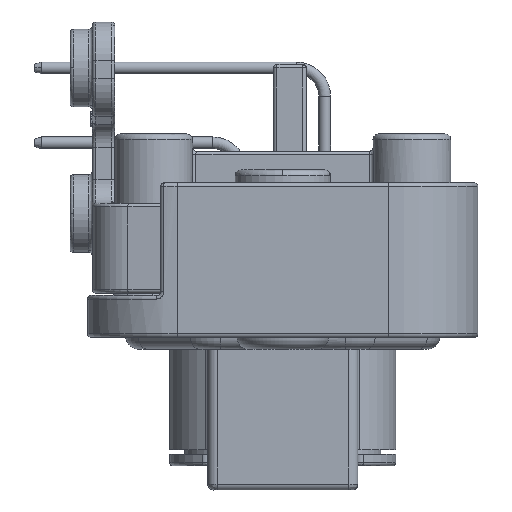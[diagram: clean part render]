
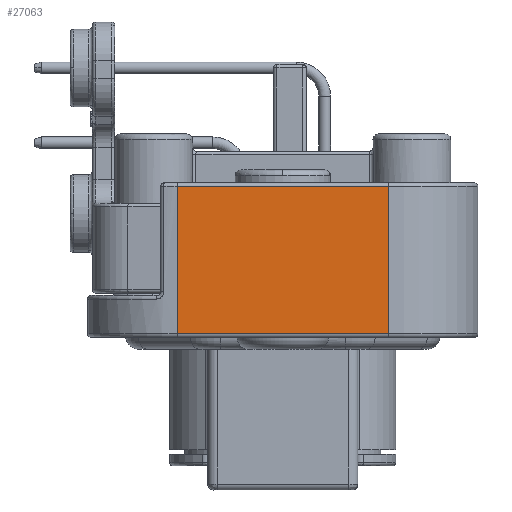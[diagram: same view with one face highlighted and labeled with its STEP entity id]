
A CAD part, front view. The second image highlights one B-rep face of the part: STEP entity #27063.
In plain terms, the highlighted planar face has unit normal (0, -1, 0).
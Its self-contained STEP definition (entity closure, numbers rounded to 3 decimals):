
#527 = CARTESIAN_POINT ( 'NONE',  ( -16.55, -23.78, 9.85 ) ) ;
#971 = EDGE_CURVE ( 'NONE', #1562, #4328, #47884, .T. ) ;
#1562 = VERTEX_POINT ( 'NONE', #21573 ) ;
#3345 = VECTOR ( 'NONE', #11948, 1000. ) ;
#4231 = DIRECTION ( 'NONE',  ( 0., 0., -1. ) ) ;
#4328 = VERTEX_POINT ( 'NONE', #45069 ) ;
#5379 = AXIS2_PLACEMENT_3D ( 'NONE', #30181, #19197, #7283 ) ;
#6117 = VECTOR ( 'NONE', #29966, 1000. ) ;
#7283 = DIRECTION ( 'NONE',  ( 0., 0., -1. ) ) ;
#9459 = EDGE_LOOP ( 'NONE', ( #9685, #25933, #12871, #31717 ) ) ;
#9685 = ORIENTED_EDGE ( 'NONE', *, *, #31750, .T. ) ;
#11948 = DIRECTION ( 'NONE',  ( 1., 0., 0. ) ) ;
#12871 = ORIENTED_EDGE ( 'NONE', *, *, #32500, .F. ) ;
#15316 = PLANE ( 'NONE',  #5379 ) ;
#17356 = VECTOR ( 'NONE', #31150, 1000. ) ;
#19197 = DIRECTION ( 'NONE',  ( 0., -1., 0. ) ) ;
#21425 = VERTEX_POINT ( 'NONE', #29069 ) ;
#21573 = CARTESIAN_POINT ( 'NONE',  ( -8.95, -23.78, 22.35 ) ) ;
#25933 = ORIENTED_EDGE ( 'NONE', *, *, #47589, .T. ) ;
#26989 = CARTESIAN_POINT ( 'NONE',  ( -8.95, -23.78, 22.65 ) ) ;
#27063 = ADVANCED_FACE ( 'NONE', ( #39903 ), #15316, .T. ) ;
#27466 = CARTESIAN_POINT ( 'NONE',  ( -9.045, -23.78, 22.35 ) ) ;
#29069 = CARTESIAN_POINT ( 'NONE',  ( 8.95, -23.78, 9.85 ) ) ;
#29528 = LINE ( 'NONE', #45373, #6117 ) ;
#29966 = DIRECTION ( 'NONE',  ( 0., 0., -1. ) ) ;
#30181 = CARTESIAN_POINT ( 'NONE',  ( -16.55, -23.78, 22.65 ) ) ;
#31150 = DIRECTION ( 'NONE',  ( 1., 0., 0. ) ) ;
#31717 = ORIENTED_EDGE ( 'NONE', *, *, #971, .F. ) ;
#31750 = EDGE_CURVE ( 'NONE', #1562, #38339, #39578, .T. ) ;
#32500 = EDGE_CURVE ( 'NONE', #4328, #21425, #29528, .T. ) ;
#34839 = VECTOR ( 'NONE', #4231, 1000. ) ;
#38339 = VERTEX_POINT ( 'NONE', #48557 ) ;
#39578 = LINE ( 'NONE', #26989, #34839 ) ;
#39613 = LINE ( 'NONE', #527, #17356 ) ;
#39903 = FACE_OUTER_BOUND ( 'NONE', #9459, .T. ) ;
#45069 = CARTESIAN_POINT ( 'NONE',  ( 8.95, -23.78, 22.35 ) ) ;
#45373 = CARTESIAN_POINT ( 'NONE',  ( 8.95, -23.78, 56.739 ) ) ;
#47589 = EDGE_CURVE ( 'NONE', #38339, #21425, #39613, .T. ) ;
#47884 = LINE ( 'NONE', #27466, #3345 ) ;
#48557 = CARTESIAN_POINT ( 'NONE',  ( -8.95, -23.78, 9.85 ) ) ;
